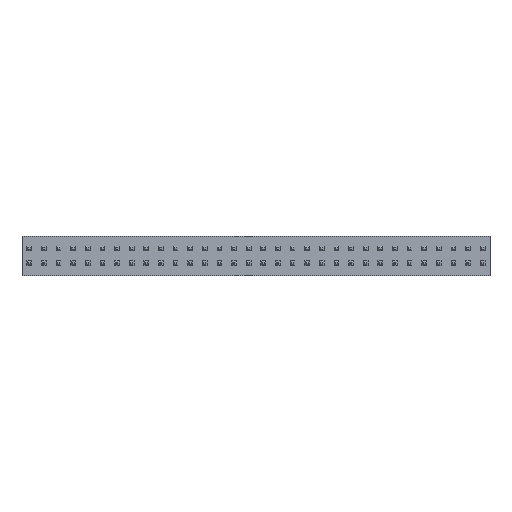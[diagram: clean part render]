
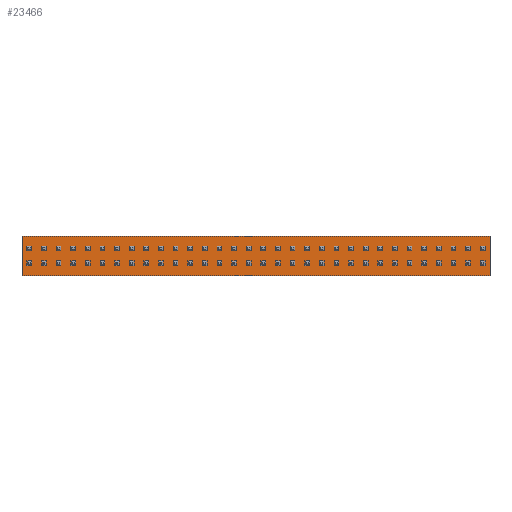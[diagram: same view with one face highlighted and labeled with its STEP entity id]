
A CAD part, top view. The second image highlights one B-rep face of the part: STEP entity #23466.
In plain terms, the highlighted face is planar.
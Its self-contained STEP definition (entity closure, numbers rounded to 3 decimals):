
#23334 = EDGE_CURVE('',#23335,#23337,#23339,.T.);
#23335 = VERTEX_POINT('',#23336);
#23336 = CARTESIAN_POINT('',(-20.32,1.778,-1.715));
#23337 = VERTEX_POINT('',#23338);
#23338 = CARTESIAN_POINT('',(-20.32,1.778,1.715));
#23339 = LINE('',#23340,#23341);
#23340 = CARTESIAN_POINT('',(-20.32,1.778,-1.715));
#23341 = VECTOR('',#23342,1.);
#23342 = DIRECTION('',(0.,0.,1.));
#23374 = EDGE_CURVE('',#23337,#23375,#23377,.T.);
#23375 = VERTEX_POINT('',#23376);
#23376 = CARTESIAN_POINT('',(20.32,1.778,1.715));
#23377 = LINE('',#23378,#23379);
#23378 = CARTESIAN_POINT('',(-20.32,1.778,1.715));
#23379 = VECTOR('',#23380,1.);
#23380 = DIRECTION('',(1.,0.,0.));
#23405 = EDGE_CURVE('',#23375,#23406,#23408,.T.);
#23406 = VERTEX_POINT('',#23407);
#23407 = CARTESIAN_POINT('',(20.32,1.778,-1.715));
#23408 = LINE('',#23409,#23410);
#23409 = CARTESIAN_POINT('',(20.32,1.778,1.715));
#23410 = VECTOR('',#23411,1.);
#23411 = DIRECTION('',(0.,0.,-1.));
#23436 = EDGE_CURVE('',#23406,#23335,#23437,.T.);
#23437 = LINE('',#23438,#23439);
#23438 = CARTESIAN_POINT('',(20.32,1.778,-1.715));
#23439 = VECTOR('',#23440,1.);
#23440 = DIRECTION('',(-1.,0.,0.));
#23466 = ADVANCED_FACE('',(#23467),#23473,.T.);
#23467 = FACE_BOUND('',#23468,.T.);
#23468 = EDGE_LOOP('',(#23469,#23470,#23471,#23472));
#23469 = ORIENTED_EDGE('',*,*,#23334,.T.);
#23470 = ORIENTED_EDGE('',*,*,#23374,.T.);
#23471 = ORIENTED_EDGE('',*,*,#23405,.T.);
#23472 = ORIENTED_EDGE('',*,*,#23436,.T.);
#23473 = PLANE('',#23474);
#23474 = AXIS2_PLACEMENT_3D('',#23475,#23476,#23477);
#23475 = CARTESIAN_POINT('',(0.,1.778,0.));
#23476 = DIRECTION('',(0.,1.,0.));
#23477 = DIRECTION('',(0.,-0.,1.));
